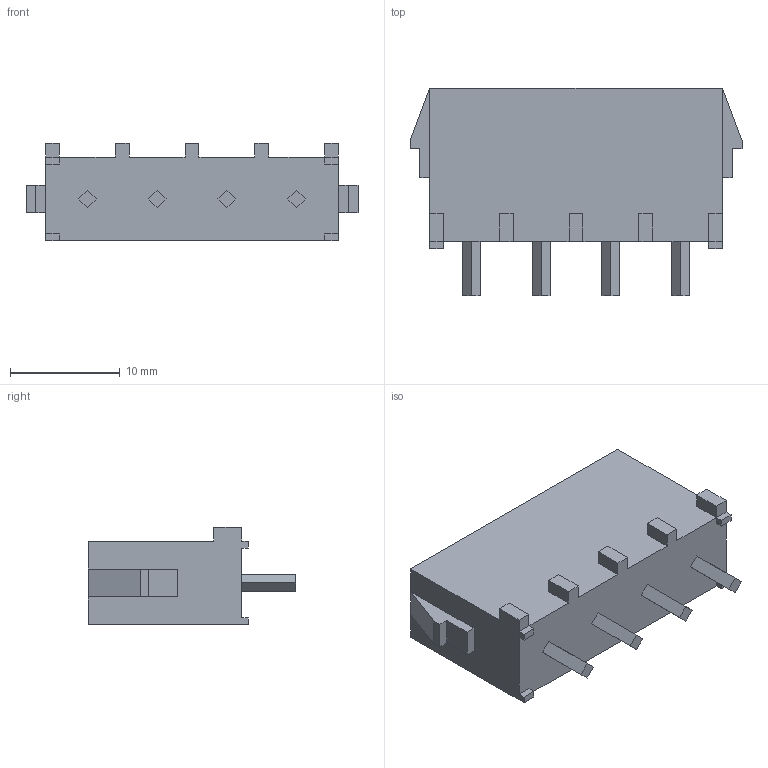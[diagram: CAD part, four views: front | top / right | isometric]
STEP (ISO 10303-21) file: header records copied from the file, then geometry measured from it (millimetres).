
FILE_DESCRIPTION((''),'2;1');
FILE_NAME('010844040','2014-05-29T',('me'),(''),'PRO/ENGINEER BY PARAMETRIC TECHNOLOGY CORPORATION, 2011490','PRO/ENGINEER BY PARAMETRIC TECHNOLOGY CORPORATION, 2011490','');
FILE_SCHEMA(('CONFIG_CONTROL_DESIGN'));
Length unit declared in the file: inch
Products named in the file (1): 010844040
Bounding box: 30.23 x 18.92 x 8.89 mm (x, y, z)
Volume: 2490.9 mm3; surface area: 2881.5 mm2
Topology: 1 solids, 1 shells, 158 faces, 410 edges, 278 vertices
Faces by surface type: plane 120, cylinder 38
Entity records: 4839 total; most frequent: CARTESIAN_POINT 831, DIRECTION 824, ORIENTED_EDGE 796, EDGE_CURVE 398, VECTOR 314, LINE 314, VERTEX_POINT 262, AXIS2_PLACEMENT_3D 255
